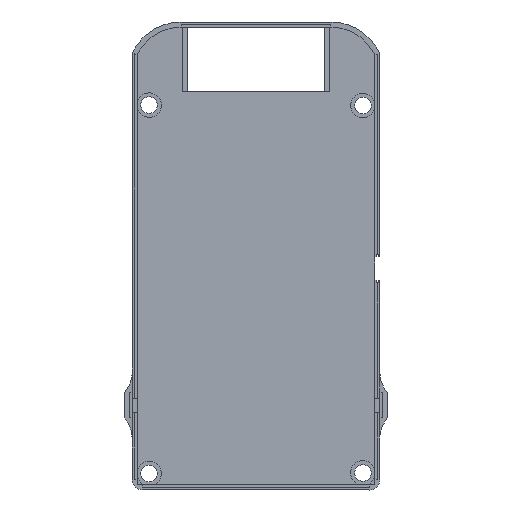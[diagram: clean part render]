
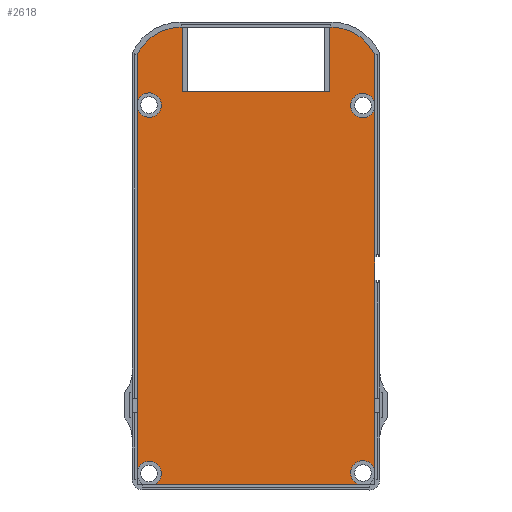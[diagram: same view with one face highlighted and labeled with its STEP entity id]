
A CAD part, front view. The second image highlights one B-rep face of the part: STEP entity #2618.
In plain terms, the highlighted planar face has unit normal (0, -1, 0).
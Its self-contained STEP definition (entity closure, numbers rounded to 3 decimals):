
#84=CIRCLE('',#2689,18.762);
#135=CIRCLE('',#2817,4.71);
#136=CIRCLE('',#2818,4.71);
#137=CIRCLE('',#2819,4.71);
#138=CIRCLE('',#2820,4.71);
#139=CIRCLE('',#2821,18.678);
#264=FACE_OUTER_BOUND('',#418,.T.);
#418=EDGE_LOOP('',(#2226,#2227,#2228,#2229,#2230,#2231,#2232,#2233,#2234,
#2235,#2236,#2237,#2238,#2239,#2240,#2241,#2242,#2243,#2244,#2245,#2246,
#2247,#2248,#2249));
#580=LINE('',#3868,#874);
#584=LINE('',#3876,#878);
#651=LINE('',#4153,#945);
#669=LINE('',#4193,#963);
#690=LINE('',#4242,#984);
#697=LINE('',#4361,#991);
#698=LINE('',#4363,#992);
#699=LINE('',#4364,#993);
#700=LINE('',#4366,#994);
#701=LINE('',#4370,#995);
#702=LINE('',#4374,#996);
#703=LINE('',#4377,#997);
#704=LINE('',#4382,#998);
#705=LINE('',#4384,#999);
#706=LINE('',#4385,#1000);
#707=LINE('',#4387,#1001);
#708=LINE('',#4389,#1002);
#709=LINE('',#4390,#1003);
#874=VECTOR('',#3105,10.);
#878=VECTOR('',#3109,10.);
#945=VECTOR('',#3272,10.);
#963=VECTOR('',#3310,10.);
#984=VECTOR('',#3363,10.);
#991=VECTOR('',#3450,10.);
#992=VECTOR('',#3451,10.);
#993=VECTOR('',#3452,10.);
#994=VECTOR('',#3453,10.);
#995=VECTOR('',#3456,10.);
#996=VECTOR('',#3459,10.);
#997=VECTOR('',#3462,10.);
#998=VECTOR('',#3467,10.);
#999=VECTOR('',#3468,10.);
#1000=VECTOR('',#3469,10.);
#1001=VECTOR('',#3470,10.);
#1002=VECTOR('',#3471,10.);
#1003=VECTOR('',#3472,10.);
#1127=VERTEX_POINT('',#3819);
#1128=VERTEX_POINT('',#3821);
#1141=VERTEX_POINT('',#3865);
#1142=VERTEX_POINT('',#3867);
#1145=VERTEX_POINT('',#3873);
#1146=VERTEX_POINT('',#3875);
#1149=VERTEX_POINT('',#3883);
#1199=VERTEX_POINT('',#4150);
#1200=VERTEX_POINT('',#4152);
#1211=VERTEX_POINT('',#4191);
#1212=VERTEX_POINT('',#4192);
#1244=VERTEX_POINT('',#4360);
#1245=VERTEX_POINT('',#4362);
#1246=VERTEX_POINT('',#4365);
#1247=VERTEX_POINT('',#4367);
#1248=VERTEX_POINT('',#4369);
#1249=VERTEX_POINT('',#4371);
#1250=VERTEX_POINT('',#4373);
#1251=VERTEX_POINT('',#4375);
#1252=VERTEX_POINT('',#4379);
#1253=VERTEX_POINT('',#4381);
#1254=VERTEX_POINT('',#4383);
#1255=VERTEX_POINT('',#4386);
#1256=VERTEX_POINT('',#4388);
#1398=EDGE_CURVE('',#1128,#1127,#84,.T.);
#1421=EDGE_CURVE('',#1142,#1141,#580,.T.);
#1425=EDGE_CURVE('',#1146,#1145,#584,.T.);
#1514=EDGE_CURVE('',#1200,#1199,#651,.T.);
#1535=EDGE_CURVE('',#1211,#1212,#669,.T.);
#1561=EDGE_CURVE('',#1149,#1146,#690,.T.);
#1592=EDGE_CURVE('',#1212,#1244,#697,.T.);
#1593=EDGE_CURVE('',#1244,#1245,#698,.T.);
#1594=EDGE_CURVE('',#1245,#1128,#699,.T.);
#1595=EDGE_CURVE('',#1127,#1246,#700,.T.);
#1596=EDGE_CURVE('',#1246,#1247,#135,.T.);
#1597=EDGE_CURVE('',#1247,#1248,#701,.T.);
#1598=EDGE_CURVE('',#1248,#1249,#136,.T.);
#1599=EDGE_CURVE('',#1249,#1250,#702,.T.);
#1600=EDGE_CURVE('',#1250,#1251,#137,.T.);
#1601=EDGE_CURVE('',#1251,#1149,#703,.T.);
#1602=EDGE_CURVE('',#1145,#1142,#138,.T.);
#1603=EDGE_CURVE('',#1141,#1252,#139,.T.);
#1604=EDGE_CURVE('',#1252,#1253,#704,.T.);
#1605=EDGE_CURVE('',#1253,#1254,#705,.T.);
#1606=EDGE_CURVE('',#1254,#1200,#706,.T.);
#1607=EDGE_CURVE('',#1199,#1255,#707,.T.);
#1608=EDGE_CURVE('',#1255,#1256,#708,.T.);
#1609=EDGE_CURVE('',#1256,#1211,#709,.T.);
#2226=ORIENTED_EDGE('',*,*,#1535,.T.);
#2227=ORIENTED_EDGE('',*,*,#1592,.T.);
#2228=ORIENTED_EDGE('',*,*,#1593,.T.);
#2229=ORIENTED_EDGE('',*,*,#1594,.T.);
#2230=ORIENTED_EDGE('',*,*,#1398,.T.);
#2231=ORIENTED_EDGE('',*,*,#1595,.T.);
#2232=ORIENTED_EDGE('',*,*,#1596,.T.);
#2233=ORIENTED_EDGE('',*,*,#1597,.T.);
#2234=ORIENTED_EDGE('',*,*,#1598,.T.);
#2235=ORIENTED_EDGE('',*,*,#1599,.T.);
#2236=ORIENTED_EDGE('',*,*,#1600,.T.);
#2237=ORIENTED_EDGE('',*,*,#1601,.T.);
#2238=ORIENTED_EDGE('',*,*,#1561,.T.);
#2239=ORIENTED_EDGE('',*,*,#1425,.T.);
#2240=ORIENTED_EDGE('',*,*,#1602,.T.);
#2241=ORIENTED_EDGE('',*,*,#1421,.T.);
#2242=ORIENTED_EDGE('',*,*,#1603,.T.);
#2243=ORIENTED_EDGE('',*,*,#1604,.T.);
#2244=ORIENTED_EDGE('',*,*,#1605,.T.);
#2245=ORIENTED_EDGE('',*,*,#1606,.T.);
#2246=ORIENTED_EDGE('',*,*,#1514,.T.);
#2247=ORIENTED_EDGE('',*,*,#1607,.T.);
#2248=ORIENTED_EDGE('',*,*,#1608,.T.);
#2249=ORIENTED_EDGE('',*,*,#1609,.T.);
#2484=PLANE('',#2816);
#2618=ADVANCED_FACE('',(#264),#2484,.F.);
#2689=AXIS2_PLACEMENT_3D('',#3822,#3059,#3060);
#2816=AXIS2_PLACEMENT_3D('',#4359,#3448,#3449);
#2817=AXIS2_PLACEMENT_3D('',#4368,#3454,#3455);
#2818=AXIS2_PLACEMENT_3D('',#4372,#3457,#3458);
#2819=AXIS2_PLACEMENT_3D('',#4376,#3460,#3461);
#2820=AXIS2_PLACEMENT_3D('',#4378,#3463,#3464);
#2821=AXIS2_PLACEMENT_3D('',#4380,#3465,#3466);
#3059=DIRECTION('center_axis',(0.,-1.,0.));
#3060=DIRECTION('ref_axis',(-0.898,0.,0.44));
#3105=DIRECTION('',(0.,0.,1.));
#3109=DIRECTION('',(0.,0.,1.));
#3272=DIRECTION('',(-1.,0.,0.));
#3310=DIRECTION('',(0.,0.,1.));
#3363=DIRECTION('',(0.,0.,1.));
#3448=DIRECTION('center_axis',(0.,1.,0.));
#3449=DIRECTION('ref_axis',(-1.,0.,0.));
#3450=DIRECTION('',(-1.,0.,0.));
#3451=DIRECTION('',(0.,0.,1.));
#3452=DIRECTION('',(-1.,0.,0.));
#3453=DIRECTION('',(0.,0.,-1.));
#3454=DIRECTION('center_axis',(0.,1.,0.));
#3455=DIRECTION('ref_axis',(-1.,0.,0.));
#3456=DIRECTION('',(0.,0.,-1.));
#3457=DIRECTION('center_axis',(0.,1.,0.));
#3458=DIRECTION('ref_axis',(-1.,0.,0.));
#3459=DIRECTION('',(1.,0.,-0.001));
#3460=DIRECTION('center_axis',(0.,1.,0.));
#3461=DIRECTION('ref_axis',(-1.,0.,0.));
#3462=DIRECTION('',(0.,0.,1.));
#3463=DIRECTION('center_axis',(0.,1.,0.));
#3464=DIRECTION('ref_axis',(-1.,0.,0.));
#3465=DIRECTION('center_axis',(0.,-1.,0.));
#3466=DIRECTION('ref_axis',(0.,0.,1.));
#3467=DIRECTION('',(-1.,0.,0.));
#3468=DIRECTION('',(0.,0.,-1.));
#3469=DIRECTION('',(-1.,0.,0.));
#3470=DIRECTION('',(-1.,0.,0.));
#3471=DIRECTION('',(0.,0.,1.));
#3472=DIRECTION('',(1.,0.,0.));
#3819=CARTESIAN_POINT('',(-45.63,15.55,76.4));
#3821=CARTESIAN_POINT('',(-28.78,15.55,86.91));
#3822=CARTESIAN_POINT('Origin',(-28.78,15.55,68.149));
#3865=CARTESIAN_POINT('',(45.63,15.55,76.292));
#3867=CARTESIAN_POINT('',(45.63,15.55,58.057));
#3868=CARTESIAN_POINT('',(45.628,15.55,-88.968));
#3873=CARTESIAN_POINT('',(45.63,15.55,55.478));
#3875=CARTESIAN_POINT('',(45.629,15.55,-1.361));
#3876=CARTESIAN_POINT('',(45.628,15.55,-88.968));
#3883=CARTESIAN_POINT('',(45.629,15.55,-10.401));
#4150=CARTESIAN_POINT('',(-26.35,15.55,62.06));
#4152=CARTESIAN_POINT('',(26.35,15.55,62.06));
#4153=CARTESIAN_POINT('',(-13.176,15.55,62.06));
#4191=CARTESIAN_POINT('',(-26.35,15.55,71.285));
#4192=CARTESIAN_POINT('',(-26.35,15.55,77.685));
#4193=CARTESIAN_POINT('',(-26.35,15.55,43.941));
#4242=CARTESIAN_POINT('',(45.628,15.55,-88.968));
#4359=CARTESIAN_POINT('Origin',(-0.001,15.55,-1.028));
#4360=CARTESIAN_POINT('',(-28.35,15.55,77.685));
#4361=CARTESIAN_POINT('',(-28.35,15.55,77.685));
#4362=CARTESIAN_POINT('',(-28.35,15.55,86.91));
#4363=CARTESIAN_POINT('',(-28.35,15.55,62.06));
#4364=CARTESIAN_POINT('',(-28.78,15.55,86.91));
#4365=CARTESIAN_POINT('',(-45.63,15.55,58.259));
#4366=CARTESIAN_POINT('',(-45.63,15.55,76.4));
#4367=CARTESIAN_POINT('',(-45.63,15.55,55.68));
#4368=CARTESIAN_POINT('Origin',(-41.1,15.55,56.969));
#4369=CARTESIAN_POINT('',(-45.632,15.55,-83.345));
#4370=CARTESIAN_POINT('',(-45.63,15.55,76.4));
#4371=CARTESIAN_POINT('',(-39.026,15.55,-88.862));
#4372=CARTESIAN_POINT('Origin',(-41.102,15.55,-84.635));
#4373=CARTESIAN_POINT('',(39.802,15.55,-88.961));
#4374=CARTESIAN_POINT('',(-45.632,15.55,-88.854));
#4375=CARTESIAN_POINT('',(45.628,15.55,-83.143));
#4376=CARTESIAN_POINT('Origin',(41.098,15.55,-84.433));
#4377=CARTESIAN_POINT('',(45.628,15.55,-88.968));
#4378=CARTESIAN_POINT('Origin',(41.1,15.55,56.767));
#4379=CARTESIAN_POINT('',(28.78,15.55,86.91));
#4380=CARTESIAN_POINT('Origin',(28.78,15.55,68.232));
#4381=CARTESIAN_POINT('',(28.35,15.55,86.91));
#4382=CARTESIAN_POINT('',(-28.78,15.55,86.91));
#4383=CARTESIAN_POINT('',(28.35,15.55,62.06));
#4384=CARTESIAN_POINT('',(28.35,15.55,62.06));
#4385=CARTESIAN_POINT('',(26.35,15.55,62.06));
#4386=CARTESIAN_POINT('',(-28.35,15.55,62.06));
#4387=CARTESIAN_POINT('',(-28.35,15.55,62.06));
#4388=CARTESIAN_POINT('',(-28.35,15.55,71.285));
#4389=CARTESIAN_POINT('',(-28.35,15.55,62.06));
#4390=CARTESIAN_POINT('',(-28.35,15.55,71.285));
